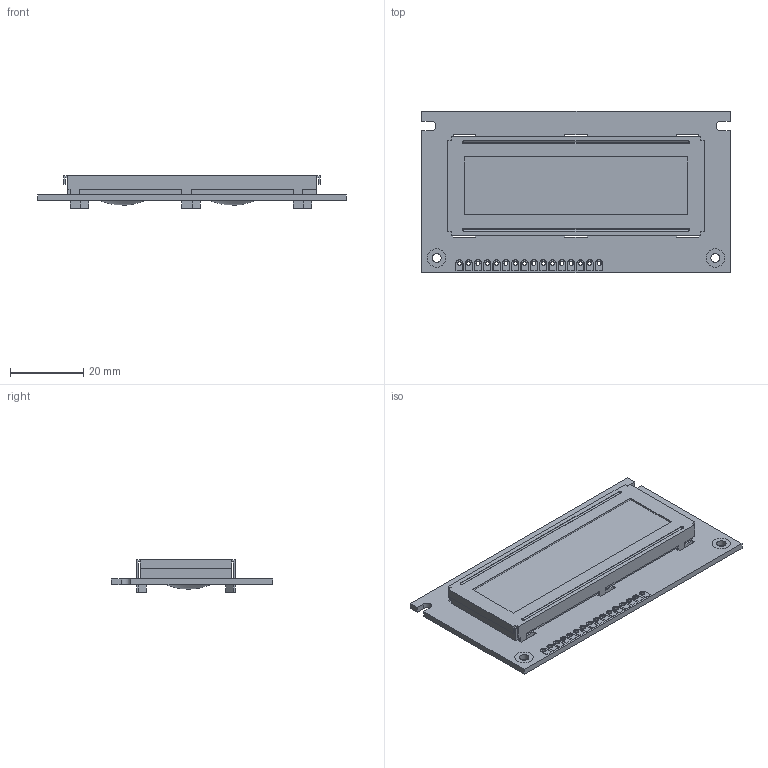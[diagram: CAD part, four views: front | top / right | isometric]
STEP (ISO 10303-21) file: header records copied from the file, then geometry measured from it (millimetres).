
FILE_DESCRIPTION(('FreeCAD Model'),'2;1');
FILE_NAME('Open CASCADE Shape Model','2023-04-19T15:21:10',('Author'),( ''),'Open CASCADE STEP processor 7.5','FreeCAD','Unknown');
FILE_SCHEMA(('AUTOMOTIVE_DESIGN { 1 0 10303 214 1 1 1 1 }'));
Length unit declared in the file: millimetre
Products named in the file (25): Unnamed; Chip002; Screen; Screen_material; Screen_body; Chip001; PCB; PinPad_001; Hole_Pad004; Hole_Pad005; PinPad_002; PinPad_003; PinPad_004; PinPad_005; PinPad_006; PinPad_007; PinPad_008; PinPad_009; PinPad_010; PinPad_011; PinPad_012; PinPad_013; PinPad_014; PinPad_015; PinPad_016
Assembly tree (24 placements, depth 2):
  Unnamed
    Chip002
    Screen
    Screen_material
    Screen_body
    Chip001
    PCB
    PinPad_001
    Hole_Pad004
    Hole_Pad005
    PinPad_002
    PinPad_003
    PinPad_004
    PinPad_005
    PinPad_006
    PinPad_007
    PinPad_008
    PinPad_009
    PinPad_010
    PinPad_011
    PinPad_012
    PinPad_013
    PinPad_014
    PinPad_015
    PinPad_016
Bounding box: 84 x 44 x 8.85 mm (x, y, z)
Volume: 14067.8 mm3; surface area: 19284.9 mm2
Topology: 24 solids, 26 shells, 594 faces, 1350 edges, 734 vertices
Faces by surface type: plane 256, cylinder 200, sphere 74, torus 64
Full cylindrical faces by diameter (mm): 1 x16, 1.05 x16, 2.5 x2, 2.6 x2, 5 x2
Entity records: 33370 total; most frequent: DIRECTION 5536, CARTESIAN_POINT 5445, LINE 3218, VECTOR 3218, ORIENTED_EDGE 2564, PCURVE 2560, DEFINITIONAL_REPRESENTATION 2560, EDGE_CURVE 1280
